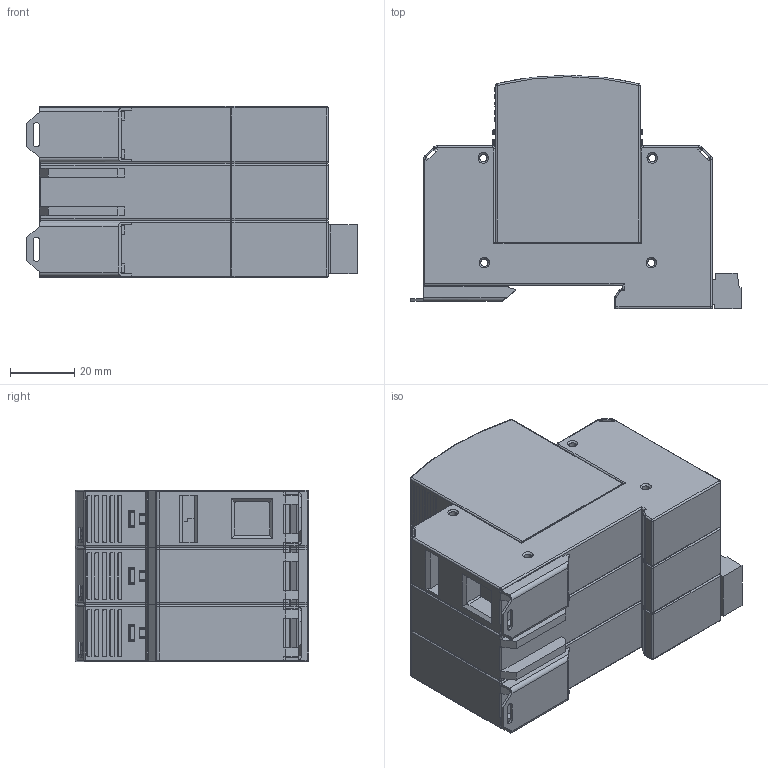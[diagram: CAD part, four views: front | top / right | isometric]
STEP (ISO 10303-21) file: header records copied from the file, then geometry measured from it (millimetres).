
FILE_DESCRIPTION((''),'2;1');
FILE_NAME('4_RC_EDIT_VERSION_ASM','2021-03-02T',('marketing.praksa'),('Audax d.o.o.'),'CREO PARAMETRIC BY PTC INC, 2017480','CREO PARAMETRIC BY PTC INC, 2017480','');
FILE_SCHEMA(('AUTOMOTIVE_DESIGN { 1 0 10303 214 1 1 1 1 }'));
Products named in the file (35): BASE-TEST-2; SCREW; PRT0060_1_1; PRT0061_1_1; BAZA_1TE_B2S_RC_ZASKOK_19_2___8; BAZA_1TE_B2S_RC_ZASKOK_19_3___8; PRT0045_1_1_2_3_1_1_2_3_4_1_1; PRT0049_1_1_2_3_1_1_2_3_4_1_1; PRT0050_1_1_2_3_1_1_2_3_4_1_1; PRT0051_1_1_2_3_1_1_2_3_4_1_1; TMP_DWG_65_1_1_1_2_1_2_3_1_2_22; TMP_DWG_65_1_2_1_2_1_2_3_1_2_22; TMP_DWG_65_1_3_1_2_1_2_3_1_2_22; RC_1_1_1_1_2_3_4_5_1_1_2_3_4__1; RC_SCREW_1_1_2_3_4_5_1_1_2_3__1; PRT0017_1_1_2_3_4_5_1_1_2_3_4_2; PRT0018_1_1_2_3_4_5_6_7_1_1_2_2; PRT0045_1_1_2_3_4_5_1_1_1_1; PRT0049_1_1_2_3_4_5_1_1_1_1; PRT0050_1_1_2_3_4_5_1_1_1_1; PRT0045_1_1_1_1_1_1_1; PRT0049_1_1_1_1_1_1_1; PRT0050_1_1_1_1_1_1_1; PRT0051_1_1_1_1_1_1_1; TMP_DWG_65_1_1_1_2_1_2_3_1_2_23; TMP_DWG_65_1_2_1_2_1_2_3_1_2_23; TMP_DWG_65_1_3_1_2_1_2_3_1_2_23; BAZA_1TE_B2S_RC_ZASKOK_19_2___9; BAZA_1TE_B2S_RC_ZASKOK_19_3___9; TMP_DWG_65_1_1_1_2_1_2_3_1_2_24; TMP_DWG_65_1_2_1_2_1_2_3_1_2_24; TMP_DWG_65_1_3_1_2_1_2_3_1_2_24; BAZA_1TE_B2S_RC_ZASKOK_19_2__17; BAZA_1TE_B2S_RC_ZASKOK_19_3__17; 4_RC_EDIT_VERSION_ASM
Assembly tree (34 placements, depth 2):
  4_RC_EDIT_VERSION_ASM
    BASE-TEST-2
    SCREW
    PRT0060_1_1
    PRT0061_1_1
    BAZA_1TE_B2S_RC_ZASKOK_19_2___8
    BAZA_1TE_B2S_RC_ZASKOK_19_3___8
    PRT0045_1_1_2_3_1_1_2_3_4_1_1
    PRT0049_1_1_2_3_1_1_2_3_4_1_1
    PRT0050_1_1_2_3_1_1_2_3_4_1_1
    PRT0051_1_1_2_3_1_1_2_3_4_1_1
    TMP_DWG_65_1_1_1_2_1_2_3_1_2_22
    TMP_DWG_65_1_2_1_2_1_2_3_1_2_22
    TMP_DWG_65_1_3_1_2_1_2_3_1_2_22
    RC_1_1_1_1_2_3_4_5_1_1_2_3_4__1
    RC_SCREW_1_1_2_3_4_5_1_1_2_3__1
    PRT0017_1_1_2_3_4_5_1_1_2_3_4_2
    PRT0018_1_1_2_3_4_5_6_7_1_1_2_2
    PRT0045_1_1_2_3_4_5_1_1_1_1
    PRT0049_1_1_2_3_4_5_1_1_1_1
    PRT0050_1_1_2_3_4_5_1_1_1_1
    PRT0045_1_1_1_1_1_1_1
    PRT0049_1_1_1_1_1_1_1
    PRT0050_1_1_1_1_1_1_1
    PRT0051_1_1_1_1_1_1_1
    TMP_DWG_65_1_1_1_2_1_2_3_1_2_23
    TMP_DWG_65_1_2_1_2_1_2_3_1_2_23
    TMP_DWG_65_1_3_1_2_1_2_3_1_2_23
    BAZA_1TE_B2S_RC_ZASKOK_19_2___9
    BAZA_1TE_B2S_RC_ZASKOK_19_3___9
    TMP_DWG_65_1_1_1_2_1_2_3_1_2_24
    TMP_DWG_65_1_2_1_2_1_2_3_1_2_24
    TMP_DWG_65_1_3_1_2_1_2_3_1_2_24
    BAZA_1TE_B2S_RC_ZASKOK_19_2__17
    BAZA_1TE_B2S_RC_ZASKOK_19_3__17
Bounding box: 102.9 x 72.7 x 53.4 mm (x, y, z)
Volume: 265355.3 mm3; surface area: 73098.6 mm2
Topology: 34 solids, 34 shells, 1763 faces, 4715 edges, 3052 vertices
Faces by surface type: plane 953, cylinder 556, cone 86, torus 78, sphere 50, bspline 40
Entity records: 74355 total; most frequent: CARTESIAN_POINT 12770, ORIENTED_EDGE 9330, DIRECTION 9269, PRESENTATION_STYLE_ASSIGNMENT 4699, STYLED_ITEM 4699, CURVE_STYLE 4665, EDGE_CURVE 4665, AXIS2_PLACEMENT_3D 3204
